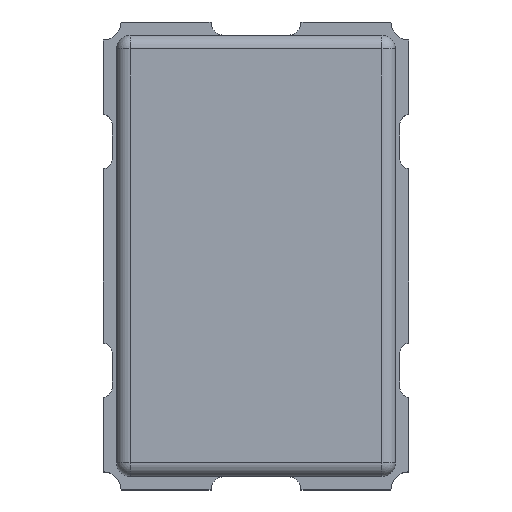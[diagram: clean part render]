
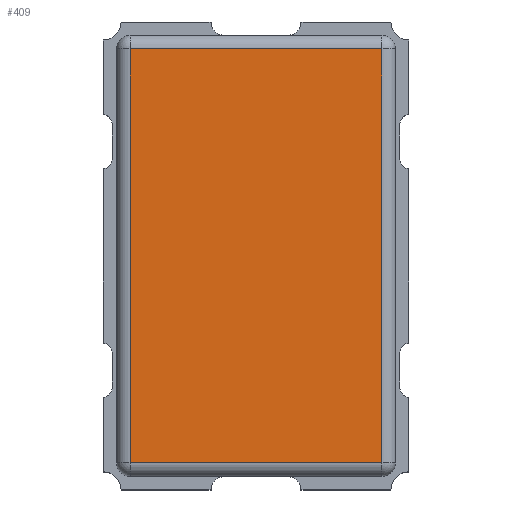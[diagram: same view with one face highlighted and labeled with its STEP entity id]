
A CAD part, top view. The second image highlights one B-rep face of the part: STEP entity #409.
In plain terms, the highlighted planar face has unit normal (0, 0, 1).
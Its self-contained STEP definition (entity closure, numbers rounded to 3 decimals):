
#72=CARTESIAN_POINT('',(-1.4,-2.3,1.3));
#73=VERTEX_POINT('',#72);
#81=CARTESIAN_POINT('',(-1.4,2.3,1.3));
#82=VERTEX_POINT('',#81);
#83=CARTESIAN_POINT('',(-1.4,-2.3,1.3));
#84=DIRECTION('',(0.0,1.0,0.0));
#85=VECTOR('',#84,4.6);
#86=LINE('',#83,#85);
#87=EDGE_CURVE('',#73,#82,#86,.T.);
#121=CARTESIAN_POINT('',(1.4,2.3,1.3));
#122=VERTEX_POINT('',#121);
#123=CARTESIAN_POINT('',(-1.4,2.3,1.3));
#124=DIRECTION('',(1.0,0.0,0.0));
#125=VECTOR('',#124,2.8);
#126=LINE('',#123,#125);
#127=EDGE_CURVE('',#82,#122,#126,.T.);
#161=CARTESIAN_POINT('',(1.4,-2.3,1.3));
#162=VERTEX_POINT('',#161);
#163=CARTESIAN_POINT('',(1.4,2.3,1.3));
#164=DIRECTION('',(0.0,-1.0,0.0));
#165=VECTOR('',#164,4.6);
#166=LINE('',#163,#165);
#167=EDGE_CURVE('',#122,#162,#166,.T.);
#218=CARTESIAN_POINT('',(1.4,-2.3,1.3));
#219=DIRECTION('',(-1.0,0.0,0.0));
#220=VECTOR('',#219,2.8);
#221=LINE('',#218,#220);
#222=EDGE_CURVE('',#162,#73,#221,.T.);
#398=CARTESIAN_POINT('',(0.,0.,1.3));
#399=DIRECTION('',(0.0,0.0,1.0));
#400=DIRECTION('',(1.0,0.0,0.0));
#401=AXIS2_PLACEMENT_3D('',#398,#399,#400);
#402=PLANE('',#401);
#403=ORIENTED_EDGE('',*,*,#87,.F.);
#404=ORIENTED_EDGE('',*,*,#222,.F.);
#405=ORIENTED_EDGE('',*,*,#167,.F.);
#406=ORIENTED_EDGE('',*,*,#127,.F.);
#407=EDGE_LOOP('',(#403,#404,#405,#406));
#408=FACE_OUTER_BOUND('',#407,.T.);
#409=ADVANCED_FACE('',(#408),#402,.T.);
